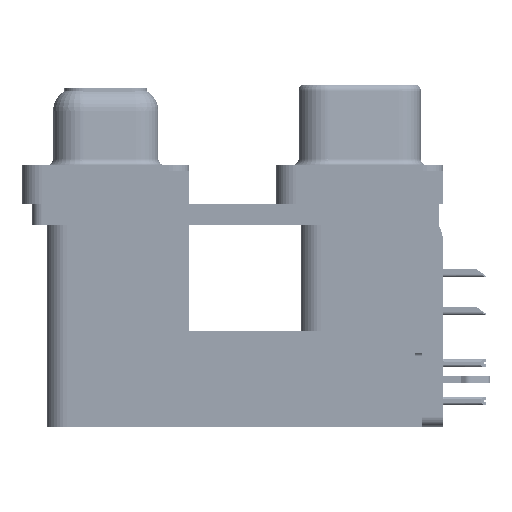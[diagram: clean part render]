
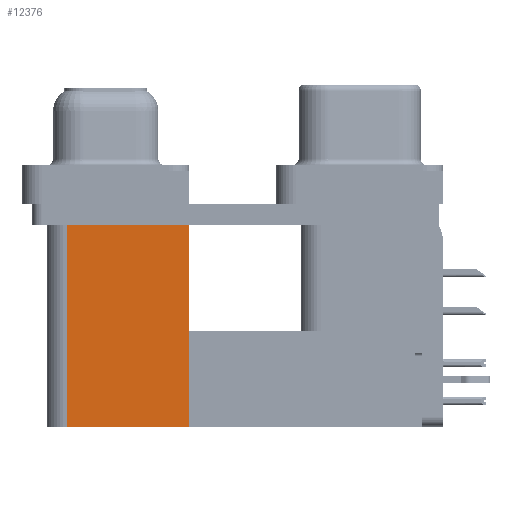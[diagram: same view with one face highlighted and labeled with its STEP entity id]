
A CAD part, left-side view. The second image highlights one B-rep face of the part: STEP entity #12376.
In plain terms, the highlighted planar face has unit normal (-1, 0, 0).
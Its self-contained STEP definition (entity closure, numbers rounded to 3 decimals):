
#695 = CARTESIAN_POINT ( 'NONE',  ( 3.7, 21.975, -19.2 ) ) ;
#1108 = VERTEX_POINT ( 'NONE', #34047 ) ;
#7639 = PLANE ( 'NONE',  #39774 ) ;
#7748 = VERTEX_POINT ( 'NONE', #51658 ) ;
#8118 = VERTEX_POINT ( 'NONE', #54763 ) ;
#9585 = LINE ( 'NONE', #695, #19089 ) ;
#12090 = LINE ( 'NONE', #16975, #20327 ) ;
#12376 = ADVANCED_FACE ( 'NONE', ( #21168 ), #7639, .F. ) ;
#14968 = VERTEX_POINT ( 'NONE', #50952 ) ;
#16010 = DIRECTION ( 'NONE',  ( 1., 0., 0. ) ) ;
#16355 = EDGE_CURVE ( 'NONE', #1108, #7748, #9585, .T. ) ;
#16975 = CARTESIAN_POINT ( 'NONE',  ( 3.7, 12.775, -19.2 ) ) ;
#17071 = DIRECTION ( 'NONE',  ( 0., 1., 0. ) ) ;
#18226 = DIRECTION ( 'NONE',  ( 0., 0., 1. ) ) ;
#18238 = EDGE_LOOP ( 'NONE', ( #34459, #41356, #36659, #19809 ) ) ;
#18664 = EDGE_CURVE ( 'NONE', #14968, #8118, #12090, .T. ) ;
#19089 = VECTOR ( 'NONE', #18226, 1000. ) ;
#19575 = VECTOR ( 'NONE', #17071, 1000. ) ;
#19809 = ORIENTED_EDGE ( 'NONE', *, *, #18664, .T. ) ;
#20327 = VECTOR ( 'NONE', #34499, 1000. ) ;
#20833 = LINE ( 'NONE', #43192, #19575 ) ;
#21168 = FACE_OUTER_BOUND ( 'NONE', #18238, .T. ) ;
#25185 = CARTESIAN_POINT ( 'NONE',  ( 3.7, 12.775, -19.2 ) ) ;
#25579 = EDGE_CURVE ( 'NONE', #14968, #1108, #48989, .T. ) ;
#27519 = VECTOR ( 'NONE', #32083, 1000. ) ;
#31601 = EDGE_CURVE ( 'NONE', #8118, #7748, #20833, .T. ) ;
#32083 = DIRECTION ( 'NONE',  ( 0., 1., 0. ) ) ;
#34047 = CARTESIAN_POINT ( 'NONE',  ( 3.7, 21.975, -19.2 ) ) ;
#34459 = ORIENTED_EDGE ( 'NONE', *, *, #31601, .T. ) ;
#34499 = DIRECTION ( 'NONE',  ( 0., 0., 1. ) ) ;
#36659 = ORIENTED_EDGE ( 'NONE', *, *, #25579, .F. ) ;
#39774 = AXIS2_PLACEMENT_3D ( 'NONE', #25185, #16010, #46418 ) ;
#39846 = CARTESIAN_POINT ( 'NONE',  ( 3.7, 12.775, -19.2 ) ) ;
#41356 = ORIENTED_EDGE ( 'NONE', *, *, #16355, .F. ) ;
#43192 = CARTESIAN_POINT ( 'NONE',  ( 3.7, 12.775, -2.5 ) ) ;
#46418 = DIRECTION ( 'NONE',  ( 0., 0., -1. ) ) ;
#48989 = LINE ( 'NONE', #39846, #27519 ) ;
#50952 = CARTESIAN_POINT ( 'NONE',  ( 3.7, 12.775, -19.2 ) ) ;
#51658 = CARTESIAN_POINT ( 'NONE',  ( 3.7, 21.975, -2.5 ) ) ;
#54763 = CARTESIAN_POINT ( 'NONE',  ( 3.7, 12.775, -2.5 ) ) ;
